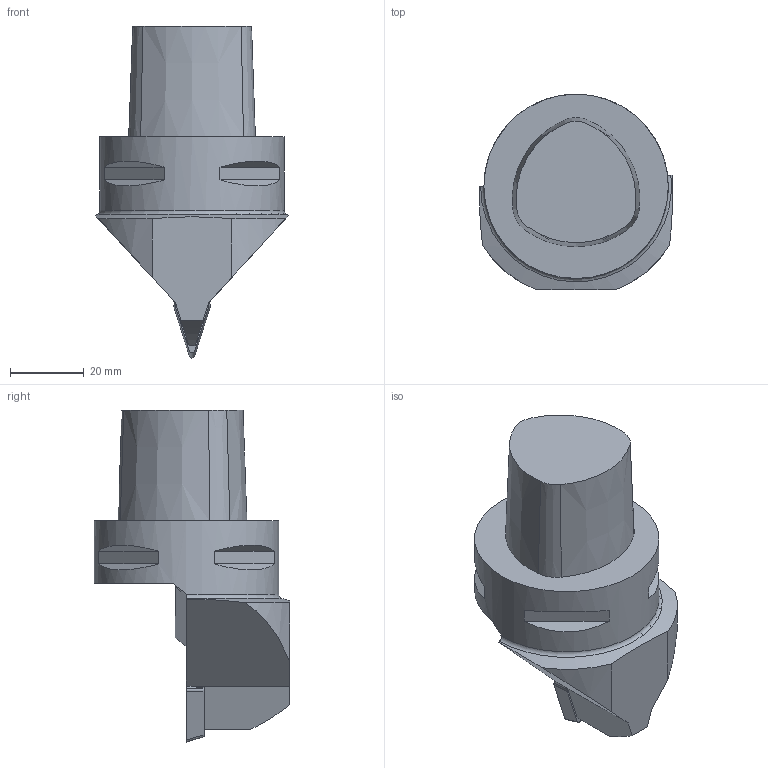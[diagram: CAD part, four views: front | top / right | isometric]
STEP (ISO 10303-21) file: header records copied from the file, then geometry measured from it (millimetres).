
FILE_DESCRIPTION(/* description */ (''),/* implementation_level */ '2;1');
FILE_NAME(/* name */ 'C5-DVVBN-00060-16JETI2_Basic.stp',/* time_stamp */ '2021-07-11T17:56:01+05:00',/* author */ (''),/* organization */ (''),/* preprocessor_version */ 'ST-DEVELOPER v16.7',/* originating_system */ 'SIEMENS PLM Software NX 12.0',/* authorisation */ '');
FILE_SCHEMA (('AUTOMOTIVE_DESIGN { 1 0 10303 214 3 1 1 1 }'));
Length unit declared in the file: millimetre
Products named in the file (4): CUT; NOCUT; ASSEMBLY_CONSTRUCTION; A2322115_stp
Assembly tree (3 placements, depth 2):
  A2322115_stp
    ASSEMBLY_CONSTRUCTION
    NOCUT
    CUT
Bounding box: 52.52 x 53 x 90.02 mm (x, y, z)
Volume: 86536.3 mm3; surface area: 14601.7 mm2
Topology: 3 solids, 3 shells, 61 faces, 152 edges, 108 vertices
Faces by surface type: plane 39, cylinder 13, cone 7, torus 1, bspline 1
Full cylindrical faces by diameter (mm): 50 x1
Entity records: 2099 total; most frequent: CARTESIAN_POINT 451, DIRECTION 323, ORIENTED_EDGE 298, EDGE_CURVE 149, AXIS2_PLACEMENT_3D 116, VERTEX_POINT 100, LINE 91, VECTOR 91
